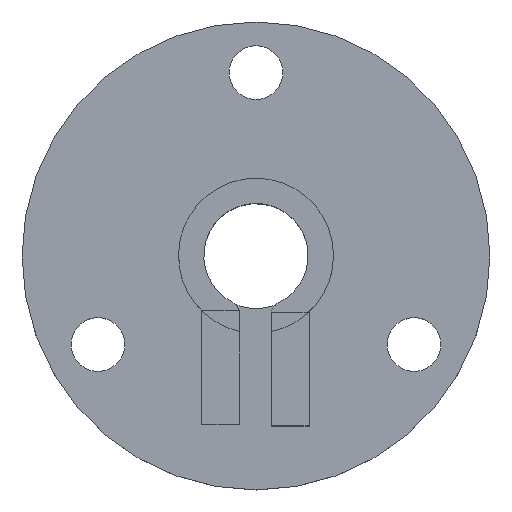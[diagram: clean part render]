
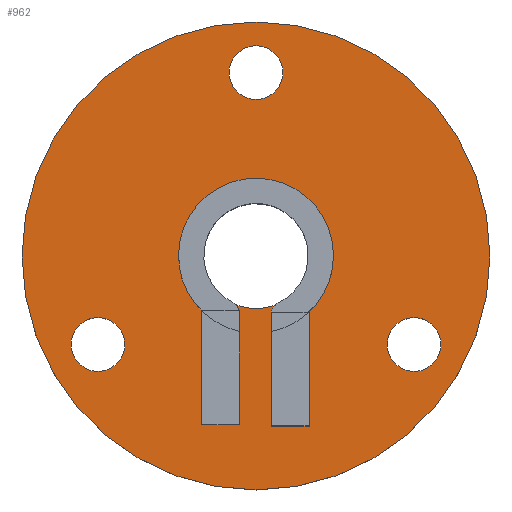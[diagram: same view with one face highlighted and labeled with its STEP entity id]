
A CAD part, top view. The second image highlights one B-rep face of the part: STEP entity #962.
In plain terms, the highlighted planar face has unit normal (0, 0, 1).
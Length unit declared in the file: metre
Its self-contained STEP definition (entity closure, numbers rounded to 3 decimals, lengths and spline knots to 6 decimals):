
#244=FACE_BOUND('',#316,.T.);
#245=FACE_BOUND('',#317,.T.);
#246=FACE_BOUND('',#318,.T.);
#247=FACE_BOUND('',#319,.T.);
#257=FACE_OUTER_BOUND('',#315,.T.);
#315=EDGE_LOOP('',(#651));
#316=EDGE_LOOP('',(#652));
#317=EDGE_LOOP('',(#653));
#318=EDGE_LOOP('',(#654));
#319=EDGE_LOOP('',(#655));
#385=CIRCLE('',#1039,0.037);
#386=CIRCLE('',#1040,0.008325);
#387=CIRCLE('',#1041,0.00425);
#388=CIRCLE('',#1042,0.00425);
#389=CIRCLE('',#1043,0.00425);
#421=VERTEX_POINT('',#1419);
#422=VERTEX_POINT('',#1421);
#423=VERTEX_POINT('',#1423);
#424=VERTEX_POINT('',#1425);
#425=VERTEX_POINT('',#1427);
#513=EDGE_CURVE('',#421,#421,#385,.F.);
#514=EDGE_CURVE('',#422,#422,#386,.T.);
#515=EDGE_CURVE('',#423,#423,#387,.T.);
#516=EDGE_CURVE('',#424,#424,#388,.T.);
#517=EDGE_CURVE('',#425,#425,#389,.T.);
#651=ORIENTED_EDGE('',*,*,#513,.T.);
#652=ORIENTED_EDGE('',*,*,#514,.T.);
#653=ORIENTED_EDGE('',*,*,#515,.T.);
#654=ORIENTED_EDGE('',*,*,#516,.T.);
#655=ORIENTED_EDGE('',*,*,#517,.T.);
#923=PLANE('',#1038);
#962=ADVANCED_FACE('',(#257,#244,#245,#246,#247),#923,.T.);
#1038=AXIS2_PLACEMENT_3D('',#1418,#1136,#1137);
#1039=AXIS2_PLACEMENT_3D('',#1420,#1138,#1139);
#1040=AXIS2_PLACEMENT_3D('',#1422,#1140,#1141);
#1041=AXIS2_PLACEMENT_3D('',#1424,#1142,#1143);
#1042=AXIS2_PLACEMENT_3D('',#1426,#1144,#1145);
#1043=AXIS2_PLACEMENT_3D('',#1428,#1146,#1147);
#1136=DIRECTION('center_axis',(0.,0.,1.));
#1137=DIRECTION('ref_axis',(1.,0.,0.));
#1138=DIRECTION('center_axis',(0.,0.,-1.));
#1139=DIRECTION('ref_axis',(1.,0.,0.));
#1140=DIRECTION('center_axis',(0.,0.,-1.));
#1141=DIRECTION('ref_axis',(-1.,0.,0.));
#1142=DIRECTION('center_axis',(0.,0.,-1.));
#1143=DIRECTION('ref_axis',(-1.,0.,0.));
#1144=DIRECTION('center_axis',(0.,0.,-1.));
#1145=DIRECTION('ref_axis',(-1.,0.,0.));
#1146=DIRECTION('center_axis',(0.,0.,-1.));
#1147=DIRECTION('ref_axis',(-1.,0.,0.));
#1418=CARTESIAN_POINT('Origin',(0.,0.,0.005));
#1419=CARTESIAN_POINT('',(-0.037,0.,0.005));
#1420=CARTESIAN_POINT('Origin',(0.,0.,0.005));
#1421=CARTESIAN_POINT('',(0.008325,0.,0.005));
#1422=CARTESIAN_POINT('Origin',(0.,0.,0.005));
#1423=CARTESIAN_POINT('',(-0.02075,-0.014,0.005));
#1424=CARTESIAN_POINT('Origin',(-0.025,-0.014,
0.005));
#1425=CARTESIAN_POINT('',(0.02925,-0.014,0.005));
#1426=CARTESIAN_POINT('Origin',(0.025,-0.014,
0.005));
#1427=CARTESIAN_POINT('',(0.00425,0.029,0.005));
#1428=CARTESIAN_POINT('Origin',(0.,0.029,
0.005));
